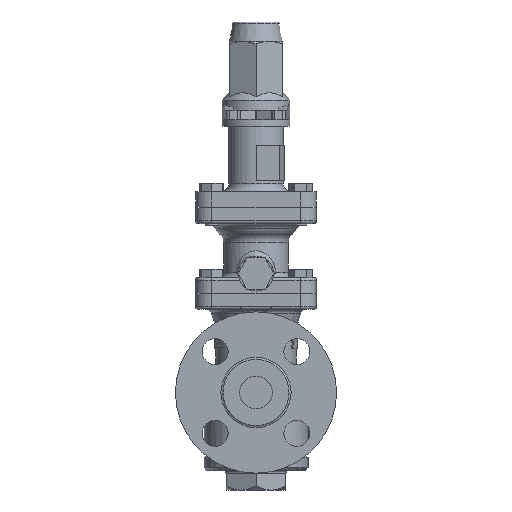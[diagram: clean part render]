
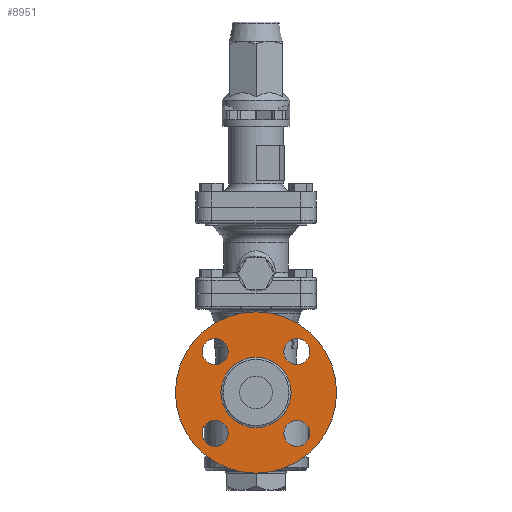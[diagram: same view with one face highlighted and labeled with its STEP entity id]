
A CAD part, left-side view. The second image highlights one B-rep face of the part: STEP entity #8951.
In plain terms, the highlighted planar face has unit normal (-1, 0, 0).
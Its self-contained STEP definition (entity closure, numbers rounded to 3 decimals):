
#146=FACE_BOUND('',#2817,.T.);
#147=FACE_BOUND('',#2818,.T.);
#148=FACE_BOUND('',#2819,.T.);
#149=FACE_BOUND('',#2820,.T.);
#150=FACE_BOUND('',#2821,.T.);
#505=PLANE('',#9814);
#2157=FACE_OUTER_BOUND('',#2816,.T.);
#2816=EDGE_LOOP('',(#7769));
#2817=EDGE_LOOP('',(#7770));
#2818=EDGE_LOOP('',(#7771));
#2819=EDGE_LOOP('',(#7772));
#2820=EDGE_LOOP('',(#7773));
#2821=EDGE_LOOP('',(#7774));
#3544=CIRCLE('',#9813,27.);
#3545=CIRCLE('',#9815,62.);
#3546=CIRCLE('',#9816,10.);
#3547=CIRCLE('',#9817,10.);
#3548=CIRCLE('',#9818,10.);
#3549=CIRCLE('',#9819,10.);
#4373=VERTEX_POINT('',#21396);
#4374=VERTEX_POINT('',#21399);
#4375=VERTEX_POINT('',#21401);
#4376=VERTEX_POINT('',#21403);
#4377=VERTEX_POINT('',#21405);
#4378=VERTEX_POINT('',#21407);
#5554=EDGE_CURVE('',#4373,#4373,#3544,.T.);
#5555=EDGE_CURVE('',#4374,#4374,#3545,.T.);
#5556=EDGE_CURVE('',#4375,#4375,#3546,.T.);
#5557=EDGE_CURVE('',#4376,#4376,#3547,.T.);
#5558=EDGE_CURVE('',#4377,#4377,#3548,.T.);
#5559=EDGE_CURVE('',#4378,#4378,#3549,.T.);
#7769=ORIENTED_EDGE('',*,*,#5555,.F.);
#7770=ORIENTED_EDGE('',*,*,#5554,.F.);
#7771=ORIENTED_EDGE('',*,*,#5556,.F.);
#7772=ORIENTED_EDGE('',*,*,#5557,.F.);
#7773=ORIENTED_EDGE('',*,*,#5558,.F.);
#7774=ORIENTED_EDGE('',*,*,#5559,.F.);
#8951=ADVANCED_FACE('',(#2157,#146,#147,#148,#149,#150),#505,.T.);
#9813=AXIS2_PLACEMENT_3D('',#21397,#11993,#11994);
#9814=AXIS2_PLACEMENT_3D('',#21398,#11995,#11996);
#9815=AXIS2_PLACEMENT_3D('',#21400,#11997,#11998);
#9816=AXIS2_PLACEMENT_3D('',#21402,#11999,#12000);
#9817=AXIS2_PLACEMENT_3D('',#21404,#12001,#12002);
#9818=AXIS2_PLACEMENT_3D('',#21406,#12003,#12004);
#9819=AXIS2_PLACEMENT_3D('',#21408,#12005,#12006);
#11993=DIRECTION('center_axis',(-1.,0.,0.));
#11994=DIRECTION('ref_axis',(0.,0.,1.));
#11995=DIRECTION('center_axis',(-1.,0.,0.));
#11996=DIRECTION('ref_axis',(0.,0.,1.));
#11997=DIRECTION('center_axis',(1.,0.,0.));
#11998=DIRECTION('ref_axis',(0.,0.,1.));
#11999=DIRECTION('center_axis',(-1.,0.,0.));
#12000=DIRECTION('ref_axis',(0.,0.,1.));
#12001=DIRECTION('center_axis',(-1.,0.,0.));
#12002=DIRECTION('ref_axis',(0.,1.,0.));
#12003=DIRECTION('center_axis',(-1.,0.,0.));
#12004=DIRECTION('ref_axis',(0.,-1.,0.));
#12005=DIRECTION('center_axis',(-1.,0.,0.));
#12006=DIRECTION('ref_axis',(0.,0.,-1.));
#21396=CARTESIAN_POINT('',(-94.4,0.,20.5));
#21397=CARTESIAN_POINT('Origin',(-94.4,0.,47.5));
#21398=CARTESIAN_POINT('Origin',(-94.4,0.,47.5));
#21399=CARTESIAN_POINT('',(-94.4,0.,-14.5));
#21400=CARTESIAN_POINT('Origin',(-94.4,0.,47.5));
#21401=CARTESIAN_POINT('',(-94.4,-31.431,6.069));
#21402=CARTESIAN_POINT('Origin',(-94.4,-31.431,16.069));
#21403=CARTESIAN_POINT('',(-94.4,-31.431,68.931));
#21404=CARTESIAN_POINT('Origin',(-94.4,-31.431,78.931));
#21405=CARTESIAN_POINT('',(-94.4,31.431,6.069));
#21406=CARTESIAN_POINT('Origin',(-94.4,31.431,16.069));
#21407=CARTESIAN_POINT('',(-94.4,31.431,68.931));
#21408=CARTESIAN_POINT('Origin',(-94.4,31.431,78.931));
